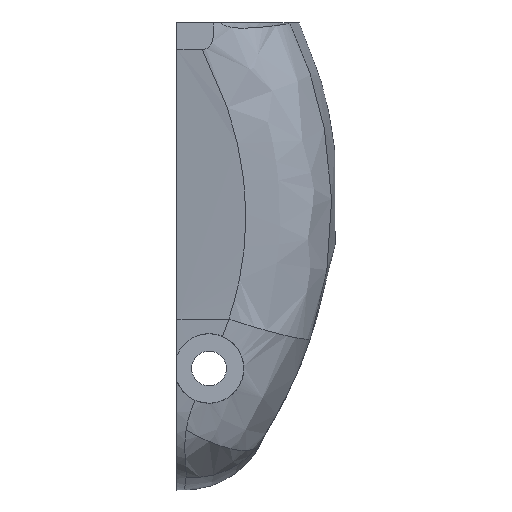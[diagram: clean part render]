
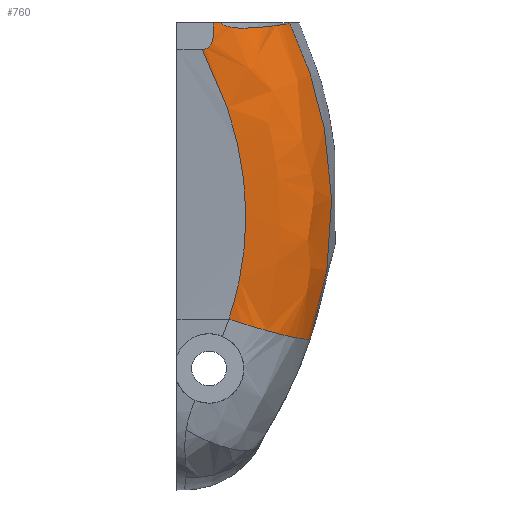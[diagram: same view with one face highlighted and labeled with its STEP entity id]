
A CAD part, left-side view. The second image highlights one B-rep face of the part: STEP entity #760.
In plain terms, the highlighted free-form (B-spline) face has degree [3, 3] with [5, 6] control points.
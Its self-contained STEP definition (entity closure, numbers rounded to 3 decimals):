
#23=B_SPLINE_SURFACE_WITH_KNOTS('',3,3,((#2018,#2019,#2020,#2021,#2022,
#2023),(#2024,#2025,#2026,#2027,#2028,#2029),(#2030,#2031,#2032,#2033,#2034,
#2035),(#2036,#2037,#2038,#2039,#2040,#2041),(#2042,#2043,#2044,#2045,#2046,
#2047)),.UNSPECIFIED.,.F.,.F.,.F.,(4,1,4),(4,1,1,4),(0.,0.571,
1.),(-0.091,0.647,1.14,1.632),
 .UNSPECIFIED.);
#52=CIRCLE('',#807,5.);
#60=B_SPLINE_CURVE_WITH_KNOTS('',3,(#1177,#1178,#1179,#1180),
 .UNSPECIFIED.,.F.,.F.,(4,4),(-0.641,-0.598),
 .UNSPECIFIED.);
#89=B_SPLINE_CURVE_WITH_KNOTS('',3,(#1743,#1744,#1745,#1746,#1747,#1748,
#1749,#1750,#1751,#1752,#1753,#1754),.UNSPECIFIED.,.F.,.F.,(4,2,2,2,2,4),
(1.064,1.177,1.247,1.289,1.321,
1.354),.UNSPECIFIED.);
#95=B_SPLINE_CURVE_WITH_KNOTS('',3,(#2012,#2013,#2014,#2015,#2016,#2017),
 .UNSPECIFIED.,.F.,.F.,(4,1,1,4),(0.,0.647,
1.14,1.632),.UNSPECIFIED.);
#96=B_SPLINE_CURVE_WITH_KNOTS('',3,(#2049,#2050,#2051,#2052,#2053,#2054),
 .UNSPECIFIED.,.F.,.F.,(4,1,1,4),(-1.632,-1.14,-0.647,
-0.124),.UNSPECIFIED.);
#97=B_SPLINE_CURVE_WITH_KNOTS('',3,(#2055,#2056,#2057,#2058,#2059,#2060,
#2061,#2062,#2063,#2064,#2065,#2066,#2067,#2068),.UNSPECIFIED.,.F.,.F.,
(4,2,2,2,2,2,4),(0.954,0.969,1.009,1.073,
1.158,1.289,1.415),.UNSPECIFIED.);
#137=FACE_OUTER_BOUND('',#182,.T.);
#182=EDGE_LOOP('',(#676,#677,#678,#679,#680,#681));
#327=VERTEX_POINT('',#1174);
#328=VERTEX_POINT('',#1176);
#359=VERTEX_POINT('',#1599);
#360=VERTEX_POINT('',#1608);
#365=VERTEX_POINT('',#1741);
#367=VERTEX_POINT('',#2048);
#408=EDGE_CURVE('',#327,#328,#60,.T.);
#454=EDGE_CURVE('',#360,#359,#52,.T.);
#467=EDGE_CURVE('',#327,#365,#89,.T.);
#474=EDGE_CURVE('',#365,#360,#95,.T.);
#475=EDGE_CURVE('',#359,#367,#96,.T.);
#476=EDGE_CURVE('',#367,#328,#97,.F.);
#676=ORIENTED_EDGE('',*,*,#408,.F.);
#677=ORIENTED_EDGE('',*,*,#467,.T.);
#678=ORIENTED_EDGE('',*,*,#474,.T.);
#679=ORIENTED_EDGE('',*,*,#454,.T.);
#680=ORIENTED_EDGE('',*,*,#475,.T.);
#681=ORIENTED_EDGE('',*,*,#476,.T.);
#760=ADVANCED_FACE('',(#137),#23,.F.);
#807=AXIS2_PLACEMENT_3D('',#1609,#924,#925);
#924=DIRECTION('center_axis',(-0.088,-0.314,0.945));
#925=DIRECTION('ref_axis',(-0.996,0.,-0.092));
#1174=CARTESIAN_POINT('',(-10.,-1.729,-24.1));
#1176=CARTESIAN_POINT('',(-9.892,-2.149,-24.1));
#1177=CARTESIAN_POINT('Ctrl Pts',(-9.995,-1.728,-24.1));
#1178=CARTESIAN_POINT('Ctrl Pts',(-9.964,-1.868,-24.1));
#1179=CARTESIAN_POINT('Ctrl Pts',(-9.927,-2.008,-24.1));
#1180=CARTESIAN_POINT('Ctrl Pts',(-9.887,-2.147,-24.1));
#1599=CARTESIAN_POINT('',(-3.628,-7.33,-42.306));
#1608=CARTESIAN_POINT('',(-8.003,-2.636,-41.154));
#1609=CARTESIAN_POINT('Origin',(-3.024,-2.636,-40.692));
#1741=CARTESIAN_POINT('',(-10.,-1.105,-25.612));
#1743=CARTESIAN_POINT('Ctrl Pts',(-10.,-1.729,-24.1));
#1744=CARTESIAN_POINT('Ctrl Pts',(-10.,-1.771,-24.404));
#1745=CARTESIAN_POINT('Ctrl Pts',(-10.,-1.774,-24.672));
#1746=CARTESIAN_POINT('Ctrl Pts',(-10.,-1.723,-25.033));
#1747=CARTESIAN_POINT('Ctrl Pts',(-10.,-1.686,-25.176));
#1748=CARTESIAN_POINT('Ctrl Pts',(-10.,-1.58,-25.372));
#1749=CARTESIAN_POINT('Ctrl Pts',(-10.,-1.53,-25.438));
#1750=CARTESIAN_POINT('Ctrl Pts',(-10.,-1.416,-25.532));
#1751=CARTESIAN_POINT('Ctrl Pts',(-10.,-1.361,-25.562));
#1752=CARTESIAN_POINT('Ctrl Pts',(-10.,-1.238,-25.603));
#1753=CARTESIAN_POINT('Ctrl Pts',(-10.,-1.172,-25.612));
#1754=CARTESIAN_POINT('Ctrl Pts',(-10.,-1.105,-25.612));
#2012=CARTESIAN_POINT('Ctrl Pts',(-10.,-1.106,-25.612));
#2013=CARTESIAN_POINT('Ctrl Pts',(-9.768,-2.148,-27.606));
#2014=CARTESIAN_POINT('Ctrl Pts',(-9.221,-3.453,-31.254));
#2015=CARTESIAN_POINT('Ctrl Pts',(-8.467,-3.787,-36.543));
#2016=CARTESIAN_POINT('Ctrl Pts',(-8.145,-3.152,-39.624));
#2017=CARTESIAN_POINT('Ctrl Pts',(-8.003,-2.636,-41.154));
#2018=CARTESIAN_POINT('Ctrl Pts',(-10.093,-0.646,
-24.774));
#2019=CARTESIAN_POINT('Ctrl Pts',(-9.856,-1.932,-27.022));
#2020=CARTESIAN_POINT('Ctrl Pts',(-9.263,-3.434,-30.958));
#2021=CARTESIAN_POINT('Ctrl Pts',(-8.467,-3.787,-36.543));
#2022=CARTESIAN_POINT('Ctrl Pts',(-8.145,-3.152,-39.624));
#2023=CARTESIAN_POINT('Ctrl Pts',(-8.003,-2.636,-41.154));
#2024=CARTESIAN_POINT('Ctrl Pts',(-10.168,-1.81,-24.068));
#2025=CARTESIAN_POINT('Ctrl Pts',(-9.938,-3.187,-26.452));
#2026=CARTESIAN_POINT('Ctrl Pts',(-9.31,-4.785,-30.652));
#2027=CARTESIAN_POINT('Ctrl Pts',(-8.45,-5.148,-36.631));
#2028=CARTESIAN_POINT('Ctrl Pts',(-8.114,-4.471,-39.939));
#2029=CARTESIAN_POINT('Ctrl Pts',(-7.964,-3.921,-41.576));
#2030=CARTESIAN_POINT('Ctrl Pts',(-9.272,-3.833,-22.733));
#2031=CARTESIAN_POINT('Ctrl Pts',(-9.046,-5.367,-25.321));
#2032=CARTESIAN_POINT('Ctrl Pts',(-8.372,-7.132,-29.962));
#2033=CARTESIAN_POINT('Ctrl Pts',(-7.421,-7.513,-36.656));
#2034=CARTESIAN_POINT('Ctrl Pts',(-7.051,-6.764,-40.39));
#2035=CARTESIAN_POINT('Ctrl Pts',(-6.886,-6.153,-42.217));
#2036=CARTESIAN_POINT('Ctrl Pts',(-7.082,-4.753,-21.938));
#2037=CARTESIAN_POINT('Ctrl Pts',(-6.847,-6.348,-24.57));
#2038=CARTESIAN_POINT('Ctrl Pts',(-6.175,-8.198,-29.366));
#2039=CARTESIAN_POINT('Ctrl Pts',(-5.201,-8.614,-36.446));
#2040=CARTESIAN_POINT('Ctrl Pts',(-4.804,-7.826,-40.428));
#2041=CARTESIAN_POINT('Ctrl Pts',(-4.631,-7.186,-42.351));
#2042=CARTESIAN_POINT('Ctrl Pts',(-6.083,-4.874,-21.758));
#2043=CARTESIAN_POINT('Ctrl Pts',(-5.844,-6.471,-24.377));
#2044=CARTESIAN_POINT('Ctrl Pts',(-5.179,-8.338,-29.175));
#2045=CARTESIAN_POINT('Ctrl Pts',(-4.207,-8.771,-36.33));
#2046=CARTESIAN_POINT('Ctrl Pts',(-3.802,-7.975,-40.366));
#2047=CARTESIAN_POINT('Ctrl Pts',(-3.628,-7.33,-42.306));
#2048=CARTESIAN_POINT('',(-5.837,-6.149,-24.115));
#2049=CARTESIAN_POINT('Ctrl Pts',(-3.628,-7.33,-42.306));
#2050=CARTESIAN_POINT('Ctrl Pts',(-3.802,-7.975,-40.366));
#2051=CARTESIAN_POINT('Ctrl Pts',(-4.207,-8.771,-36.33));
#2052=CARTESIAN_POINT('Ctrl Pts',(-5.058,-8.392,-30.071));
#2053=CARTESIAN_POINT('Ctrl Pts',(-5.61,-7.077,-26.068));
#2054=CARTESIAN_POINT('Ctrl Pts',(-5.836,-6.149,-24.115));
#2055=CARTESIAN_POINT('Ctrl Pts',(-9.892,-2.149,-24.1));
#2056=CARTESIAN_POINT('Ctrl Pts',(-9.883,-2.188,-24.129));
#2057=CARTESIAN_POINT('Ctrl Pts',(-9.873,-2.228,-24.155));
#2058=CARTESIAN_POINT('Ctrl Pts',(-9.832,-2.381,-24.241));
#2059=CARTESIAN_POINT('Ctrl Pts',(-9.797,-2.498,-24.284));
#2060=CARTESIAN_POINT('Ctrl Pts',(-9.695,-2.805,-24.361));
#2061=CARTESIAN_POINT('Ctrl Pts',(-9.615,-3.013,-24.382));
#2062=CARTESIAN_POINT('Ctrl Pts',(-9.376,-3.524,-24.402));
#2063=CARTESIAN_POINT('Ctrl Pts',(-9.192,-3.852,-24.389));
#2064=CARTESIAN_POINT('Ctrl Pts',(-8.561,-4.696,-24.331));
#2065=CARTESIAN_POINT('Ctrl Pts',(-8.091,-5.136,-24.279));
#2066=CARTESIAN_POINT('Ctrl Pts',(-7.027,-5.806,-24.188));
#2067=CARTESIAN_POINT('Ctrl Pts',(-6.447,-6.036,-24.146));
#2068=CARTESIAN_POINT('Ctrl Pts',(-5.837,-6.149,-24.115));
